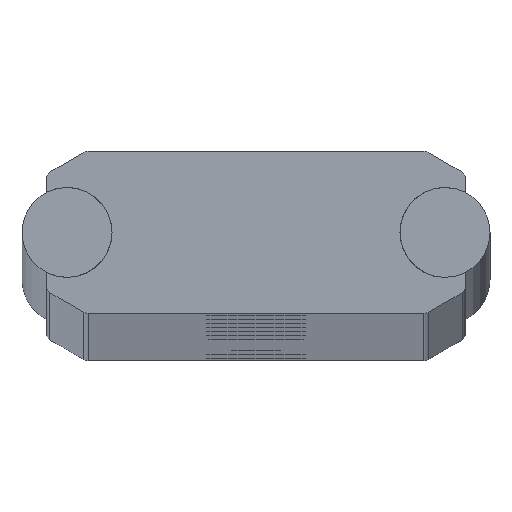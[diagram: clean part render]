
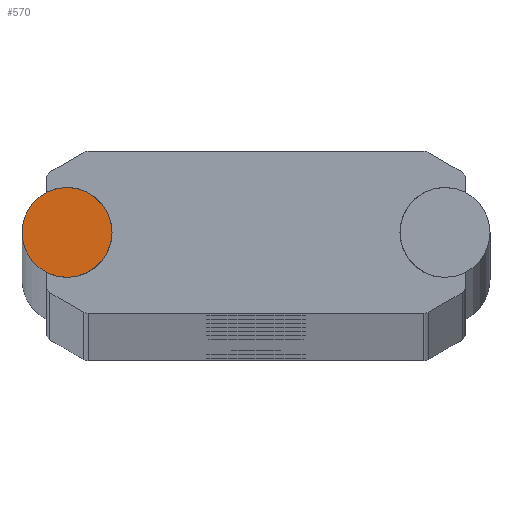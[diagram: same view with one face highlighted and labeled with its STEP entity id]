
A CAD part, top view. The second image highlights one B-rep face of the part: STEP entity #570.
In plain terms, the highlighted planar face has unit normal (0, 0, 1).
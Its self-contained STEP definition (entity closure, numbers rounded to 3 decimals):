
#139 = DIRECTION ( 'NONE',  ( 1., 0., 0. ) ) ;
#202 = CIRCLE ( 'NONE', #331, 5. ) ;
#331 = AXIS2_PLACEMENT_3D ( 'NONE', #2708, #2040, #3040 ) ;
#570 = ADVANCED_FACE ( 'NONE', ( #3369 ), #2760, .T. ) ;
#801 = CARTESIAN_POINT ( 'NONE',  ( -20.995, 0., 1500. ) ) ;
#1196 = DIRECTION ( 'NONE',  ( 1., 0., 0. ) ) ;
#1344 = AXIS2_PLACEMENT_3D ( 'NONE', #801, #1464, #139 ) ;
#1356 = VERTEX_POINT ( 'NONE', #3929 ) ;
#1464 = DIRECTION ( 'NONE',  ( 0., 0., 1. ) ) ;
#1789 = ORIENTED_EDGE ( 'NONE', *, *, #2249, .T. ) ;
#2021 = CIRCLE ( 'NONE', #2113, 5. ) ;
#2040 = DIRECTION ( 'NONE',  ( 0., 0., 1. ) ) ;
#2113 = AXIS2_PLACEMENT_3D ( 'NONE', #3513, #4140, #1196 ) ;
#2249 = EDGE_CURVE ( 'NONE', #1356, #4016, #2021, .T. ) ;
#2507 = ORIENTED_EDGE ( 'NONE', *, *, #3327, .T. ) ;
#2592 = EDGE_LOOP ( 'NONE', ( #2507, #1789 ) ) ;
#2708 = CARTESIAN_POINT ( 'NONE',  ( -20.995, 0., 1500. ) ) ;
#2760 = PLANE ( 'NONE',  #1344 ) ;
#2943 = CARTESIAN_POINT ( 'NONE',  ( -25.995, 0., 1500. ) ) ;
#3040 = DIRECTION ( 'NONE',  ( 1., 0., 0. ) ) ;
#3327 = EDGE_CURVE ( 'NONE', #4016, #1356, #202, .T. ) ;
#3369 = FACE_OUTER_BOUND ( 'NONE', #2592, .T. ) ;
#3513 = CARTESIAN_POINT ( 'NONE',  ( -20.995, 0., 1500. ) ) ;
#3929 = CARTESIAN_POINT ( 'NONE',  ( -15.995, 0., 1500. ) ) ;
#4016 = VERTEX_POINT ( 'NONE', #2943 ) ;
#4140 = DIRECTION ( 'NONE',  ( 0., 0., 1. ) ) ;
